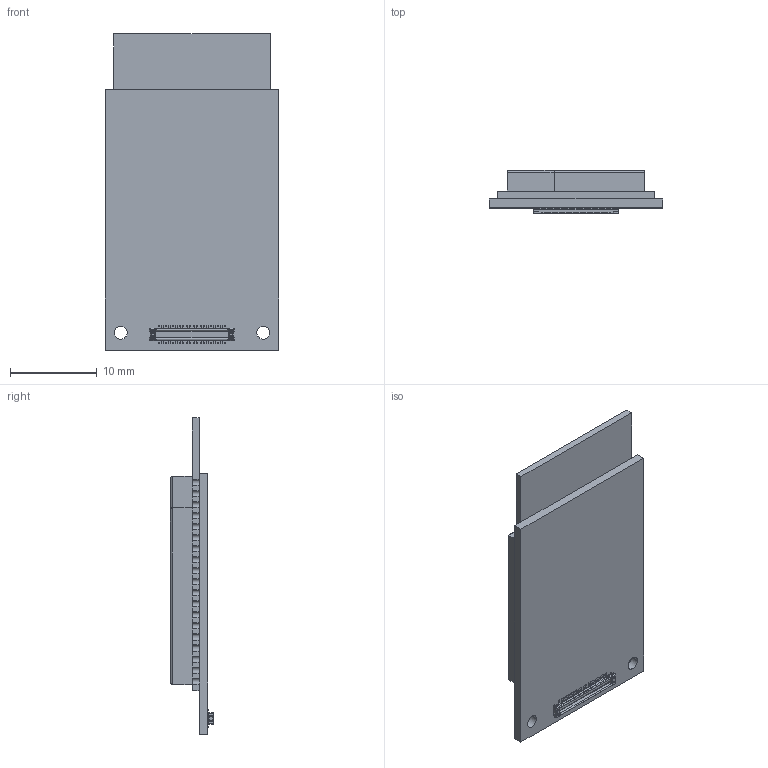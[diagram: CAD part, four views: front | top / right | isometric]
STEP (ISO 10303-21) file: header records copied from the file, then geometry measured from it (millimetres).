
FILE_DESCRIPTION((''),'2;1');
FILE_NAME('PWB-RAK2307_ASM','2020-10-10T',('admin'),(''),'PRO/ENGINEER BY PARAMETRIC TECHNOLOGY CORPORATION, 2010280','PRO/ENGINEER BY PARAMETRIC TECHNOLOGY CORPORATION, 2010280','');
FILE_SCHEMA(('CONFIG_CONTROL_DESIGN','SHAPE_APPEARANCE_LAYERS_GROUPS'));
Length unit declared in the file: millimetre
Products named in the file (4): PWB-RAK2307; AXE640124; ESP32-WROVER-B; PWB-RAK2307_ASM
Assembly tree (3 placements, depth 2):
  PWB-RAK2307_ASM
    PWB-RAK2307
    AXE640124
    ESP32-WROVER-B
Bounding box: 20 x 4.95 x 36.4 mm (x, y, z)
Volume: 1948.1 mm3; surface area: 2755.4 mm2
Topology: 3 solids, 3 shells, 785 faces, 2733 edges, 2478 vertices
Faces by surface type: plane 641, cylinder 132, torus 4, bspline 4, cone 4
Entity records: 37828 total; most frequent: CARTESIAN_POINT 5894, DIRECTION 4815, ORIENTED_EDGE 4392, PRESENTATION_STYLE_ASSIGNMENT 2836, STYLED_ITEM 2779, CURVE_STYLE 2774, EDGE_CURVE 2196, VECTOR 2189
